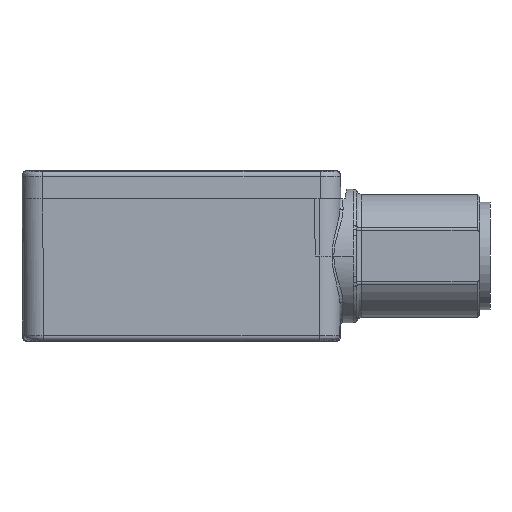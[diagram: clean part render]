
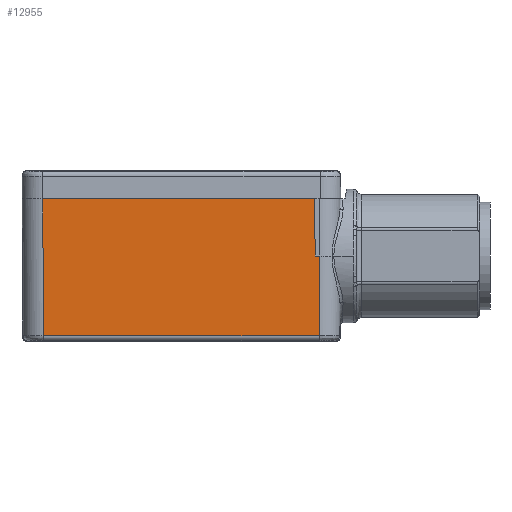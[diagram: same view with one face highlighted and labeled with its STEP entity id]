
A CAD part, front view. The second image highlights one B-rep face of the part: STEP entity #12955.
In plain terms, the highlighted planar face has unit normal (0, -1, -0.009).
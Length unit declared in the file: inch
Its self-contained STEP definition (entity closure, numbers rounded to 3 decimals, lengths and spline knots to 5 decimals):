
#2416 = LINE ( 'NONE', #40932, #17731 ) ;
#2597 = VECTOR ( 'NONE', #16451, 39.37008 ) ;
#3052 = LINE ( 'NONE', #42929, #2597 ) ;
#3194 = CARTESIAN_POINT ( 'NONE',  ( 0.96266, -1.71168, -0.18898 ) ) ;
#3414 = VECTOR ( 'NONE', #34727, 39.37008 ) ;
#4043 = VECTOR ( 'NONE', #41320, 39.37008 ) ;
#4345 = LINE ( 'NONE', #28315, #3414 ) ;
#5619 = VERTEX_POINT ( 'NONE', #34399 ) ;
#6712 = CARTESIAN_POINT ( 'NONE',  ( 0.94488, -1.71168, -0.18898 ) ) ;
#6725 = ORIENTED_EDGE ( 'NONE', *, *, #33377, .T. ) ;
#7037 = CARTESIAN_POINT ( 'NONE',  ( 0.96, -1.70901, -0.49427 ) ) ;
#8964 = VERTEX_POINT ( 'NONE', #20838 ) ;
#11812 = CARTESIAN_POINT ( 'NONE',  ( 1.04331, -1.71358, 0.02953 ) ) ;
#12458 = LINE ( 'NONE', #3194, #31449 ) ;
#12955 = ADVANCED_FACE ( 'NONE', ( #41987 ), #19257, .T. ) ;
#14788 = EDGE_CURVE ( 'NONE', #31559, #39604, #2416, .T. ) ;
#15619 = EDGE_CURVE ( 'NONE', #8964, #17345, #40941, .T. ) ;
#16451 = DIRECTION ( 'NONE',  ( -0.009, -0.009, 1. ) ) ;
#17345 = VERTEX_POINT ( 'NONE', #34234 ) ;
#17351 = CARTESIAN_POINT ( 'NONE',  ( 1.10979, -1.71358, 0.02953 ) ) ;
#17731 = VECTOR ( 'NONE', #23739, 39.37008 ) ;
#19257 = PLANE ( 'NONE',  #28904 ) ;
#20838 = CARTESIAN_POINT ( 'NONE',  ( -0.09843, -1.71358, 0.02953 ) ) ;
#21241 = LINE ( 'NONE', #27861, #4043 ) ;
#21417 = EDGE_CURVE ( 'NONE', #31559, #8964, #3052, .T. ) ;
#21948 = CARTESIAN_POINT ( 'NONE',  ( -0.09386, -1.70901, -0.49427 ) ) ;
#22781 = ORIENTED_EDGE ( 'NONE', *, *, #14788, .T. ) ;
#23406 = VECTOR ( 'NONE', #40732, 39.37008 ) ;
#23739 = DIRECTION ( 'NONE',  ( 1., 0., 0. ) ) ;
#25227 = DIRECTION ( 'NONE',  ( 0., 0.009, -1. ) ) ;
#26301 = DIRECTION ( 'NONE',  ( 0.009, -0.009, 1. ) ) ;
#27861 = CARTESIAN_POINT ( 'NONE',  ( 0.94488, -1.71168, -0.18898 ) ) ;
#28315 = CARTESIAN_POINT ( 'NONE',  ( 1.04331, -1.71168, -0.18898 ) ) ;
#28904 = AXIS2_PLACEMENT_3D ( 'NONE', #11812, #32724, #25227 ) ;
#29780 = ORIENTED_EDGE ( 'NONE', *, *, #21417, .F. ) ;
#31449 = VECTOR ( 'NONE', #26301, 39.37008 ) ;
#31559 = VERTEX_POINT ( 'NONE', #21948 ) ;
#32724 = DIRECTION ( 'NONE',  ( 0., -1., -0.009 ) ) ;
#33377 = EDGE_CURVE ( 'NONE', #41191, #17345, #21241, .T. ) ;
#34234 = CARTESIAN_POINT ( 'NONE',  ( 0.94298, -1.71358, 0.02953 ) ) ;
#34399 = CARTESIAN_POINT ( 'NONE',  ( 0.96266, -1.71168, -0.18898 ) ) ;
#34727 = DIRECTION ( 'NONE',  ( 1., 0., 0. ) ) ;
#37354 = ORIENTED_EDGE ( 'NONE', *, *, #15619, .F. ) ;
#39604 = VERTEX_POINT ( 'NONE', #7037 ) ;
#39731 = ORIENTED_EDGE ( 'NONE', *, *, #41060, .T. ) ;
#40414 = EDGE_LOOP ( 'NONE', ( #37354, #29780, #22781, #39731, #42380, #6725 ) ) ;
#40732 = DIRECTION ( 'NONE',  ( 1., 0., 0. ) ) ;
#40932 = CARTESIAN_POINT ( 'NONE',  ( 1.04331, -1.70901, -0.49427 ) ) ;
#40941 = LINE ( 'NONE', #17351, #23406 ) ;
#41060 = EDGE_CURVE ( 'NONE', #39604, #5619, #12458, .T. ) ;
#41191 = VERTEX_POINT ( 'NONE', #6712 ) ;
#41320 = DIRECTION ( 'NONE',  ( -0.009, -0.009, 1. ) ) ;
#41987 = FACE_OUTER_BOUND ( 'NONE', #40414, .T. ) ;
#42380 = ORIENTED_EDGE ( 'NONE', *, *, #43197, .F. ) ;
#42929 = CARTESIAN_POINT ( 'NONE',  ( -0.09365, -1.70881, -0.51765 ) ) ;
#43197 = EDGE_CURVE ( 'NONE', #41191, #5619, #4345, .T. ) ;
